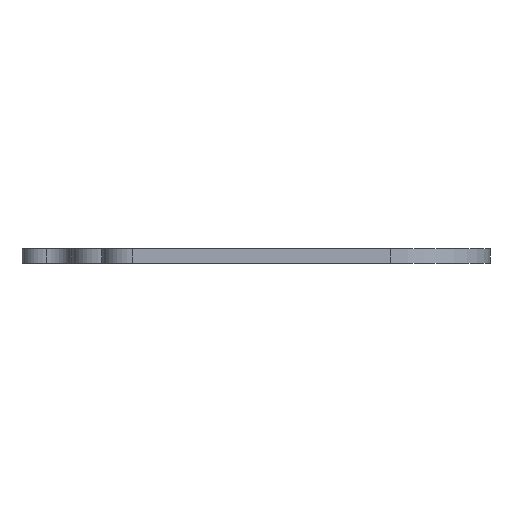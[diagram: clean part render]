
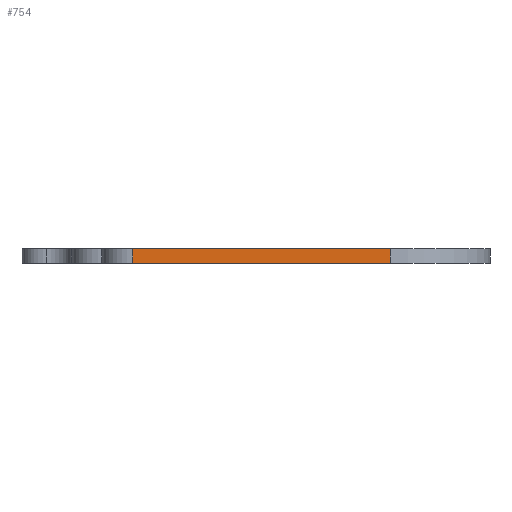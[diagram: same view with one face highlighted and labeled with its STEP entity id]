
A CAD part, left-side view. The second image highlights one B-rep face of the part: STEP entity #754.
In plain terms, the highlighted planar face has unit normal (-1, 0, 0).
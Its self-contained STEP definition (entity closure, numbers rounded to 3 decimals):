
#51=PLANE('',#865);
#76=FACE_OUTER_BOUND('',#114,.T.);
#114=EDGE_LOOP('',(#539,#540,#541,#542));
#164=LINE('',#1211,#244);
#165=LINE('',#1213,#245);
#166=LINE('',#1215,#246);
#167=LINE('',#1216,#247);
#244=VECTOR('',#970,10.);
#245=VECTOR('',#971,10.);
#246=VECTOR('',#972,10.);
#247=VECTOR('',#973,10.);
#349=VERTEX_POINT('',#1209);
#350=VERTEX_POINT('',#1210);
#351=VERTEX_POINT('',#1212);
#352=VERTEX_POINT('',#1214);
#426=EDGE_CURVE('',#349,#350,#164,.T.);
#427=EDGE_CURVE('',#349,#351,#165,.T.);
#428=EDGE_CURVE('',#352,#351,#166,.T.);
#429=EDGE_CURVE('',#350,#352,#167,.T.);
#539=ORIENTED_EDGE('',*,*,#426,.F.);
#540=ORIENTED_EDGE('',*,*,#427,.T.);
#541=ORIENTED_EDGE('',*,*,#428,.F.);
#542=ORIENTED_EDGE('',*,*,#429,.F.);
#754=ADVANCED_FACE('',(#76),#51,.T.);
#865=AXIS2_PLACEMENT_3D('',#1208,#968,#969);
#968=DIRECTION('center_axis',(-1.,0.,0.));
#969=DIRECTION('ref_axis',(0.,-1.,0.));
#970=DIRECTION('',(0.,1.,0.));
#971=DIRECTION('',(0.,0.,1.));
#972=DIRECTION('',(0.,-1.,0.));
#973=DIRECTION('',(0.,0.,1.));
#1208=CARTESIAN_POINT('Origin',(-44.247,17.985,0.));
#1209=CARTESIAN_POINT('',(-44.247,-7.875,0.));
#1210=CARTESIAN_POINT('',(-44.247,17.985,0.));
#1211=CARTESIAN_POINT('',(-44.247,7.125,0.));
#1212=CARTESIAN_POINT('',(-44.247,-7.875,1.5));
#1213=CARTESIAN_POINT('',(-44.247,-7.875,0.));
#1214=CARTESIAN_POINT('',(-44.247,17.985,1.5));
#1215=CARTESIAN_POINT('',(-44.247,7.125,1.5));
#1216=CARTESIAN_POINT('',(-44.247,17.985,0.));
